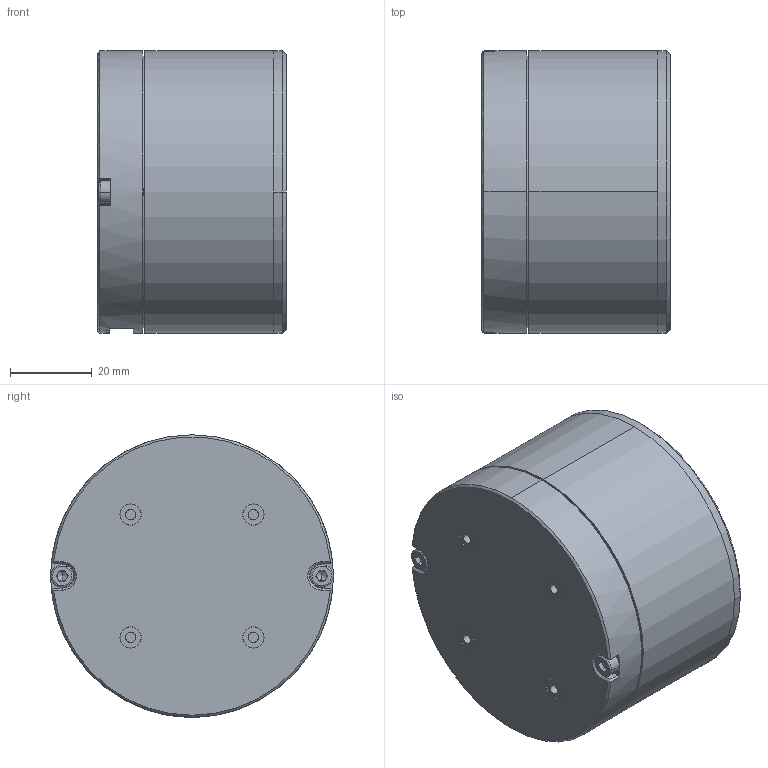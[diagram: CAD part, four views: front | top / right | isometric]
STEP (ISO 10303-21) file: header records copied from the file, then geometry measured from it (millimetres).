
FILE_DESCRIPTION (( 'STEP AP214' ), '1' );
FILE_NAME ('RMD-7025.step', '2024-01-23T08:26:01', ( '' ), ( '' ), 'SwSTEP 2.0', 'SolidWorks 2020', '' );
FILE_SCHEMA (( 'AUTOMOTIVE_DESIGN' ));
Length unit declared in the file: millimetre
Products named in the file (1): RMD-7025
Bounding box: 46 x 69 x 69 mm (x, y, z)
Volume: 35635.6 mm3; surface area: 42133 mm2
Topology: 9 solids, 9 shells, 430 faces, 1151 edges, 755 vertices
Faces by surface type: plane 166, cylinder 159, cone 73, bspline 30, torus 2
Entity records: 15372 total; most frequent: CARTESIAN_POINT 4809, ORIENTED_EDGE 2278, DIRECTION 2052, EDGE_CURVE 1139, AXIS2_PLACEMENT_3D 828, VERTEX_POINT 755, EDGE_LOOP 504, FACE_OUTER_BOUND 430
